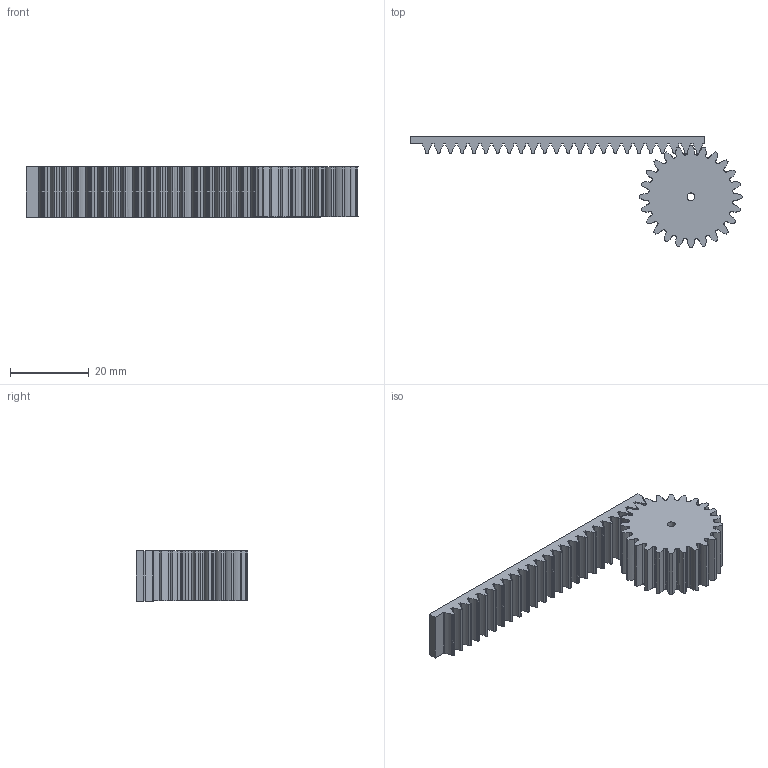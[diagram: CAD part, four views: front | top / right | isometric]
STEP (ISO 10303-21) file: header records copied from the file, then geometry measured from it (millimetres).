
FILE_DESCRIPTION(/* description */ (''),/* implementation_level */ '2;1');
FILE_NAME(/* name */ 'Rack Pinion.step',/* time_stamp */ '2023-09-01T21:22:21+05:30',/* author */ (''),/* organization */ (''),/* preprocessor_version */ 'ST-DEVELOPER v20',/* originating_system */ 'Autodesk Translation Framework v12.9.0.99',/* authorisation */ '');
FILE_SCHEMA (('AUTOMOTIVE_DESIGN { 1 0 10303 214 3 1 1 }'));
Length unit declared in the file: millimetre
Products named in the file (2): (Unsaved); Spur Gear (24 teeth)
Assembly tree (1 placements, depth 2):
  (Unsaved)
    Spur Gear (24 teeth)
Bounding box: 84.54 x 28.5 x 12.75 mm (x, y, z)
Volume: 8588.7 mm3; surface area: 6311.6 mm2
Topology: 2 solids, 2 shells, 495 faces, 1473 edges, 982 vertices
Faces by surface type: cylinder 219, plane 176, bspline 100
Full cylindrical faces by diameter (mm): 2 x1
Entity records: 31846 total; most frequent: CARTESIAN_POINT 18909, ORIENTED_EDGE 2946, DIRECTION 2507, EDGE_CURVE 1473, VERTEX_POINT 982, AXIS2_PLACEMENT_3D 836, LINE 835, VECTOR 835
